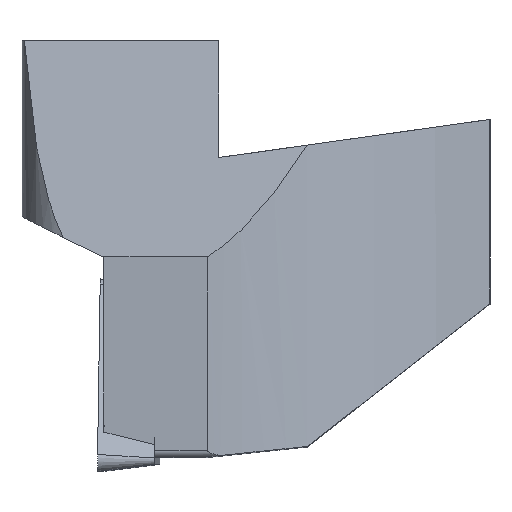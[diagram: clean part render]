
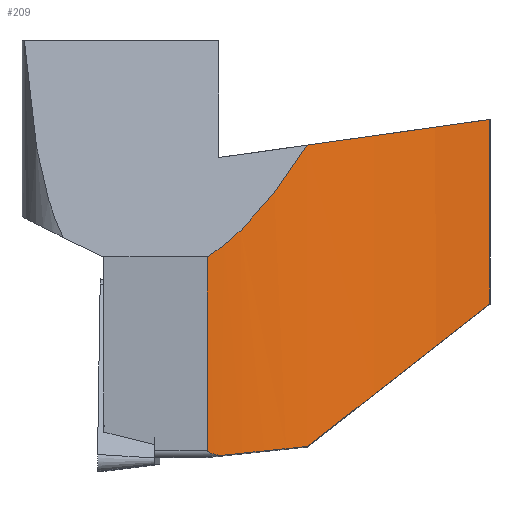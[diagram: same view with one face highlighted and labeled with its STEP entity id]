
A CAD part, left-side view. The second image highlights one B-rep face of the part: STEP entity #209.
In plain terms, the highlighted cylindrical face has radius 32.717 mm (diameter 65.434 mm), a partial arc.
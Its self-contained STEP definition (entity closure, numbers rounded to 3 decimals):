
#135=CYLINDRICAL_SURFACE('',#1302,32.717);
#143=B_SPLINE_CURVE_WITH_KNOTS('',3,(#1736,#1737,#1738,#1739,#1740,#1741,
#1742,#1743,#1744,#1745,#1746,#1747,#1748,#1749,#1750,#1751),
 .UNSPECIFIED.,.F.,.F.,(4,3,3,3,3,4),(0.,0.027,0.062,
0.128,0.357,1.),.UNSPECIFIED.);
#173=ELLIPSE('',#1298,32.897,32.717);
#174=ELLIPSE('',#1299,41.518,32.717);
#175=ELLIPSE('',#1300,33.038,32.717);
#176=ELLIPSE('',#1301,145.44,32.717);
#209=ADVANCED_FACE('',(#319),#135,.T.);
#319=FACE_OUTER_BOUND('',#371,.T.);
#371=EDGE_LOOP('',(#472,#473,#474,#475,#476,#477,#478));
#472=ORIENTED_EDGE('',*,*,#892,.F.);
#473=ORIENTED_EDGE('',*,*,#893,.F.);
#474=ORIENTED_EDGE('',*,*,#894,.F.);
#475=ORIENTED_EDGE('',*,*,#895,.F.);
#476=ORIENTED_EDGE('',*,*,#896,.T.);
#477=ORIENTED_EDGE('',*,*,#871,.T.);
#478=ORIENTED_EDGE('',*,*,#879,.T.);
#763=VERTEX_POINT('',#1719);
#764=VERTEX_POINT('',#1721);
#770=VERTEX_POINT('',#1735);
#780=VERTEX_POINT('',#1777);
#781=VERTEX_POINT('',#1779);
#782=VERTEX_POINT('',#1781);
#783=VERTEX_POINT('',#1783);
#871=EDGE_CURVE('',#764,#763,#1029,.T.);
#879=EDGE_CURVE('',#763,#770,#143,.T.);
#892=EDGE_CURVE('',#780,#770,#173,.T.);
#893=EDGE_CURVE('',#781,#780,#174,.T.);
#894=EDGE_CURVE('',#782,#781,#1046,.T.);
#895=EDGE_CURVE('',#783,#782,#175,.T.);
#896=EDGE_CURVE('',#783,#764,#176,.T.);
#1029=LINE('',#1720,#1127);
#1046=LINE('',#1780,#1144);
#1127=VECTOR('',#1404,1.);
#1144=VECTOR('',#1439,1.);
#1298=AXIS2_PLACEMENT_3D('',#1776,#1435,#1436);
#1299=AXIS2_PLACEMENT_3D('',#1778,#1437,#1438);
#1300=AXIS2_PLACEMENT_3D('',#1782,#1440,#1441);
#1301=AXIS2_PLACEMENT_3D('',#1784,#1442,#1443);
#1302=AXIS2_PLACEMENT_3D('',#1785,#1444,#1445);
#1404=DIRECTION('',(0.,0.,-1.));
#1435=DIRECTION('',(-0.003,-0.104,-0.995));
#1436=DIRECTION('',(0.026,0.994,-0.105));
#1437=DIRECTION('',(-0.002,-0.616,-0.788));
#1438=DIRECTION('',(0.003,0.788,-0.616));
#1439=DIRECTION('',(0.,0.,-1.));
#1440=DIRECTION('',(0.,0.139,0.99));
#1441=DIRECTION('',(0.,0.99,-0.139));
#1442=DIRECTION('',(0.974,-0.026,-0.225));
#1443=DIRECTION('',(-0.225,0.006,-0.974));
#1444=DIRECTION('',(0.,0.,-1.));
#1445=DIRECTION('',(-1.,0.,0.));
#1719=CARTESIAN_POINT('',(-56.614,-6.2,-20.53));
#1720=CARTESIAN_POINT('',(-56.614,-6.2,6.47));
#1721=CARTESIAN_POINT('',(-56.614,-6.2,-6.963));
#1735=CARTESIAN_POINT('',(-56.493,-7.101,-20.882));
#1736=CARTESIAN_POINT('',(-56.614,-6.2,-20.53));
#1737=CARTESIAN_POINT('',(-56.614,-6.2,-20.539));
#1738=CARTESIAN_POINT('',(-56.614,-6.202,-20.548));
#1739=CARTESIAN_POINT('',(-56.613,-6.205,-20.557));
#1740=CARTESIAN_POINT('',(-56.613,-6.209,-20.568));
#1741=CARTESIAN_POINT('',(-56.612,-6.216,-20.579));
#1742=CARTESIAN_POINT('',(-56.611,-6.223,-20.588));
#1743=CARTESIAN_POINT('',(-56.609,-6.237,-20.605));
#1744=CARTESIAN_POINT('',(-56.607,-6.254,-20.62));
#1745=CARTESIAN_POINT('',(-56.605,-6.272,-20.632));
#1746=CARTESIAN_POINT('',(-56.597,-6.334,-20.677));
#1747=CARTESIAN_POINT('',(-56.588,-6.407,-20.706));
#1748=CARTESIAN_POINT('',(-56.579,-6.48,-20.731));
#1749=CARTESIAN_POINT('',(-56.553,-6.681,-20.802));
#1750=CARTESIAN_POINT('',(-56.524,-6.891,-20.845));
#1751=CARTESIAN_POINT('',(-56.493,-7.101,-20.882));
#1776=CARTESIAN_POINT('',(-24.132,-2.283,-21.477));
#1777=CARTESIAN_POINT('',(-54.974,-13.2,-20.245));
#1778=CARTESIAN_POINT('',(-24.132,-2.283,-28.859));
#1779=CARTESIAN_POINT('',(-46.669,-26.,-10.268));
#1780=CARTESIAN_POINT('',(-46.669,-26.,6.47));
#1781=CARTESIAN_POINT('',(-46.669,-26.,2.67));
#1782=CARTESIAN_POINT('',(-24.132,-2.283,-0.663));
#1783=CARTESIAN_POINT('',(-54.988,-13.16,0.866));
#1784=CARTESIAN_POINT('',(-24.132,-2.283,133.238));
#1785=CARTESIAN_POINT('',(-24.132,-2.283,6.47));
